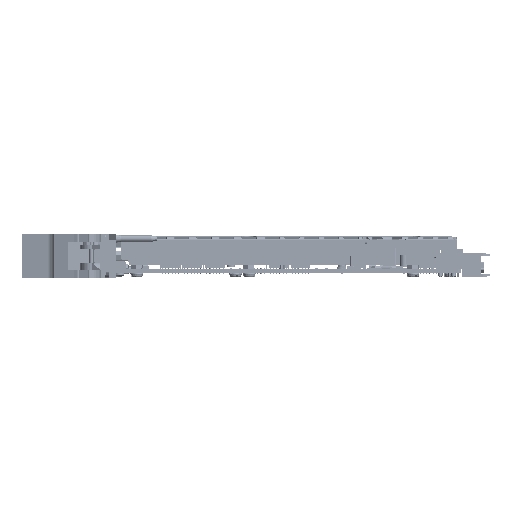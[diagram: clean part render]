
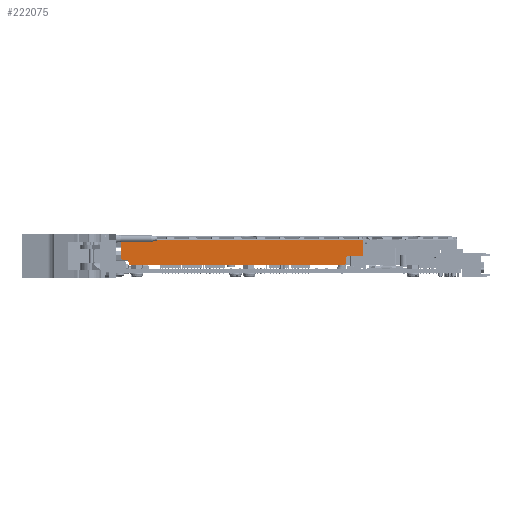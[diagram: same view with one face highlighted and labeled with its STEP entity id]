
A CAD part, front view. The second image highlights one B-rep face of the part: STEP entity #222075.
In plain terms, the highlighted planar face has unit normal (0, -1, 0).
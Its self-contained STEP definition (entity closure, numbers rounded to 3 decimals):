
#14286 = EDGE_CURVE ( 'NONE', #135868, #135871, #139465, .T. ) ;
#14361 = EDGE_CURVE ( 'NONE', #135846, #135855, #139481, .T. ) ;
#14614 = EDGE_CURVE ( 'NONE', #135871, #135811, #139539, .T. ) ;
#14639 = EDGE_CURVE ( 'NONE', #135832, #135838, #139543, .T. ) ;
#15104 = EDGE_CURVE ( 'NONE', #135850, #135838, #139745, .T. ) ;
#15404 = EDGE_CURVE ( 'NONE', #135878, #135884, #139861, .T. ) ;
#15417 = EDGE_CURVE ( 'NONE', #135832, #135821, #139872, .T. ) ;
#15487 = EDGE_CURVE ( 'NONE', #135868, #135884, #139894, .T. ) ;
#15617 = EDGE_CURVE ( 'NONE', #135850, #135855, #139936, .T. ) ;
#15653 = EDGE_CURVE ( 'NONE', #135882, #135890, #139964, .T. ) ;
#15694 = EDGE_CURVE ( 'NONE', #135875, #135878, #139982, .T. ) ;
#15908 = EDGE_CURVE ( 'NONE', #135882, #135875, #140074, .T. ) ;
#16023 = EDGE_CURVE ( 'NONE', #135846, #135890, #140123, .T. ) ;
#16162 = EDGE_CURVE ( 'NONE', #135821, #135811, #140181, .T. ) ;
#70114 = DIRECTION ( 'NONE',  ( 0., 0., 1. ) ) ;
#70238 = CARTESIAN_POINT ( 'NONE',  ( -93.193, -49.896, 4.428 ) ) ;
#70548 = CARTESIAN_POINT ( 'NONE',  ( 8.689, -49.896, 5.428 ) ) ;
#70551 = DIRECTION ( 'NONE',  ( 0., -1., 0. ) ) ;
#70554 = DIRECTION ( 'NONE',  ( 0., 0., 1. ) ) ;
#79828 = CARTESIAN_POINT ( 'NONE',  ( 17.689, -49.896, 15.692 ) ) ;
#79833 = CARTESIAN_POINT ( 'NONE',  ( 17.689, -49.896, 9.428 ) ) ;
#79841 = CARTESIAN_POINT ( 'NONE',  ( 16.689, -49.896, 8.428 ) ) ;
#79845 = CARTESIAN_POINT ( 'NONE',  ( 10.689, -49.896, 8.428 ) ) ;
#79850 = CARTESIAN_POINT ( 'NONE',  ( 8.689, -49.896, 4.428 ) ) ;
#79854 = CARTESIAN_POINT ( 'NONE',  ( 9.689, -49.896, 7.428 ) ) ;
#79858 = CARTESIAN_POINT ( 'NONE',  ( 9.689, -49.896, 5.428 ) ) ;
#79869 = CARTESIAN_POINT ( 'NONE',  ( -93.193, -49.896, 7.928 ) ) ;
#79871 = CARTESIAN_POINT ( 'NONE',  ( -93.193, -49.896, 15.692 ) ) ;
#79872 = CARTESIAN_POINT ( 'NONE',  ( -89.593, -49.896, 5.928 ) ) ;
#79874 = CARTESIAN_POINT ( 'NONE',  ( -90.593, -49.896, 6.928 ) ) ;
#79878 = CARTESIAN_POINT ( 'NONE',  ( -89.593, -49.896, 5.428 ) ) ;
#79880 = CARTESIAN_POINT ( 'NONE',  ( -92.193, -49.896, 6.928 ) ) ;
#79884 = CARTESIAN_POINT ( 'NONE',  ( -88.593, -49.896, 4.428 ) ) ;
#109028 = EDGE_LOOP ( 'NONE', ( #151645, #151647, #151648, #151649, #151650, #151652, #151653, #151654, #151656, #151657, #151658, #151659, #151660, #151661 ) ) ;
#120512 = DIRECTION ( 'NONE',  ( -1., 0., 0. ) ) ;
#120570 = CARTESIAN_POINT ( 'NONE',  ( 16.689, -49.896, 9.428 ) ) ;
#120572 = DIRECTION ( 'NONE',  ( 0., -1., 0. ) ) ;
#120574 = DIRECTION ( 'NONE',  ( 0., 0., 1. ) ) ;
#120864 = CARTESIAN_POINT ( 'NONE',  ( -92.193, -49.896, 7.928 ) ) ;
#120868 = DIRECTION ( 'NONE',  ( 0., -1., 0. ) ) ;
#120872 = DIRECTION ( 'NONE',  ( 0., 0., 1. ) ) ;
#121600 = CARTESIAN_POINT ( 'NONE',  ( 9.689, -49.896, 8.428 ) ) ;
#121824 = DIRECTION ( 'NONE',  ( 0., 0., -1. ) ) ;
#122168 = CARTESIAN_POINT ( 'NONE',  ( -88.593, -49.896, 5.428 ) ) ;
#122172 = DIRECTION ( 'NONE',  ( 0., -1., 0. ) ) ;
#122177 = DIRECTION ( 'NONE',  ( 0., 0., 1. ) ) ;
#122490 = CARTESIAN_POINT ( 'NONE',  ( -90.593, -49.896, 5.928 ) ) ;
#122496 = DIRECTION ( 'NONE',  ( 0., -1., 0. ) ) ;
#122501 = DIRECTION ( 'NONE',  ( -1., 0., 0. ) ) ;
#123452 = CARTESIAN_POINT ( 'NONE',  ( -89.593, -49.896, 5.928 ) ) ;
#123464 = DIRECTION ( 'NONE',  ( 0., 0., 1. ) ) ;
#123985 = CARTESIAN_POINT ( 'NONE',  ( 59.426, -49.896, 4.428 ) ) ;
#124003 = DIRECTION ( 'NONE',  ( -1., 0., 0. ) ) ;
#124671 = CARTESIAN_POINT ( 'NONE',  ( 17.689, -49.896, 4.428 ) ) ;
#124682 = DIRECTION ( 'NONE',  ( 0., 0., 1. ) ) ;
#133342 = PLANE ( 'NONE',  #192911 ) ;
#133372 = CARTESIAN_POINT ( 'NONE',  ( 59.426, -49.896, 4.428 ) ) ;
#133373 = DIRECTION ( 'NONE',  ( 0., 1., 0. ) ) ;
#133374 = DIRECTION ( 'NONE',  ( 0., 0., 1. ) ) ;
#133682 = CARTESIAN_POINT ( 'NONE',  ( 59.426, -49.896, 15.692 ) ) ;
#133688 = DIRECTION ( 'NONE',  ( 1., 0., 0. ) ) ;
#133711 = CARTESIAN_POINT ( 'NONE',  ( 17.689, -49.896, 8.428 ) ) ;
#133733 = DIRECTION ( 'NONE',  ( -1., 0., 0. ) ) ;
#134193 = CARTESIAN_POINT ( 'NONE',  ( 10.689, -49.896, 7.428 ) ) ;
#134194 = DIRECTION ( 'NONE',  ( 0., 1., 0. ) ) ;
#134195 = DIRECTION ( 'NONE',  ( 0., 0., 1. ) ) ;
#134804 = CARTESIAN_POINT ( 'NONE',  ( -93.193, -49.896, 6.928 ) ) ;
#135811 = VERTEX_POINT ( 'NONE', #79828 ) ;
#135821 = VERTEX_POINT ( 'NONE', #79833 ) ;
#135832 = VERTEX_POINT ( 'NONE', #79841 ) ;
#135838 = VERTEX_POINT ( 'NONE', #79845 ) ;
#135846 = VERTEX_POINT ( 'NONE', #79850 ) ;
#135850 = VERTEX_POINT ( 'NONE', #79854 ) ;
#135855 = VERTEX_POINT ( 'NONE', #79858 ) ;
#135868 = VERTEX_POINT ( 'NONE', #79869 ) ;
#135871 = VERTEX_POINT ( 'NONE', #79871 ) ;
#135875 = VERTEX_POINT ( 'NONE', #79872 ) ;
#135878 = VERTEX_POINT ( 'NONE', #79874 ) ;
#135882 = VERTEX_POINT ( 'NONE', #79878 ) ;
#135884 = VERTEX_POINT ( 'NONE', #79880 ) ;
#135890 = VERTEX_POINT ( 'NONE', #79884 ) ;
#139462 = VECTOR ( 'NONE', #70114, 1000. ) ;
#139465 = LINE ( 'NONE', #70238, #139462 ) ;
#139481 = CIRCLE ( 'NONE', #208891, 1. ) ;
#139529 = VECTOR ( 'NONE', #133688, 1000. ) ;
#139539 = LINE ( 'NONE', #133682, #139529 ) ;
#139543 = LINE ( 'NONE', #133711, #139548 ) ;
#139548 = VECTOR ( 'NONE', #133733, 1000. ) ;
#139745 = CIRCLE ( 'NONE', #208663, 1. ) ;
#139861 = LINE ( 'NONE', #134804, #139867 ) ;
#139867 = VECTOR ( 'NONE', #120512, 1000. ) ;
#139872 = CIRCLE ( 'NONE', #208588, 1. ) ;
#139894 = CIRCLE ( 'NONE', #208561, 1. ) ;
#139936 = LINE ( 'NONE', #121600, #139956 ) ;
#139956 = VECTOR ( 'NONE', #121824, 1000. ) ;
#139964 = CIRCLE ( 'NONE', #208540, 1. ) ;
#139982 = CIRCLE ( 'NONE', #208532, 1. ) ;
#140070 = VECTOR ( 'NONE', #123464, 1000. ) ;
#140074 = LINE ( 'NONE', #123452, #140070 ) ;
#140123 = LINE ( 'NONE', #123985, #140127 ) ;
#140127 = VECTOR ( 'NONE', #124003, 1000. ) ;
#140175 = VECTOR ( 'NONE', #124682, 1000. ) ;
#140181 = LINE ( 'NONE', #124671, #140175 ) ;
#151645 = ORIENTED_EDGE ( 'NONE', *, *, #14286, .F. ) ;
#151647 = ORIENTED_EDGE ( 'NONE', *, *, #15487, .T. ) ;
#151648 = ORIENTED_EDGE ( 'NONE', *, *, #15404, .F. ) ;
#151649 = ORIENTED_EDGE ( 'NONE', *, *, #15694, .F. ) ;
#151650 = ORIENTED_EDGE ( 'NONE', *, *, #15908, .F. ) ;
#151652 = ORIENTED_EDGE ( 'NONE', *, *, #15653, .T. ) ;
#151653 = ORIENTED_EDGE ( 'NONE', *, *, #16023, .F. ) ;
#151654 = ORIENTED_EDGE ( 'NONE', *, *, #14361, .T. ) ;
#151656 = ORIENTED_EDGE ( 'NONE', *, *, #15617, .F. ) ;
#151657 = ORIENTED_EDGE ( 'NONE', *, *, #15104, .T. ) ;
#151658 = ORIENTED_EDGE ( 'NONE', *, *, #14639, .F. ) ;
#151659 = ORIENTED_EDGE ( 'NONE', *, *, #15417, .T. ) ;
#151660 = ORIENTED_EDGE ( 'NONE', *, *, #16162, .T. ) ;
#151661 = ORIENTED_EDGE ( 'NONE', *, *, #14614, .F. ) ;
#173695 = FACE_OUTER_BOUND ( 'NONE', #109028, .T. ) ;
#192911 = AXIS2_PLACEMENT_3D ( 'NONE', #133372, #133373, #133374 ) ;
#208532 = AXIS2_PLACEMENT_3D ( 'NONE', #122490, #122496, #122501 ) ;
#208540 = AXIS2_PLACEMENT_3D ( 'NONE', #122168, #122172, #122177 ) ;
#208561 = AXIS2_PLACEMENT_3D ( 'NONE', #120864, #120868, #120872 ) ;
#208588 = AXIS2_PLACEMENT_3D ( 'NONE', #120570, #120572, #120574 ) ;
#208663 = AXIS2_PLACEMENT_3D ( 'NONE', #134193, #134194, #134195 ) ;
#208891 = AXIS2_PLACEMENT_3D ( 'NONE', #70548, #70551, #70554 ) ;
#222075 = ADVANCED_FACE ( 'NONE', ( #173695 ), #133342, .F. ) ;
